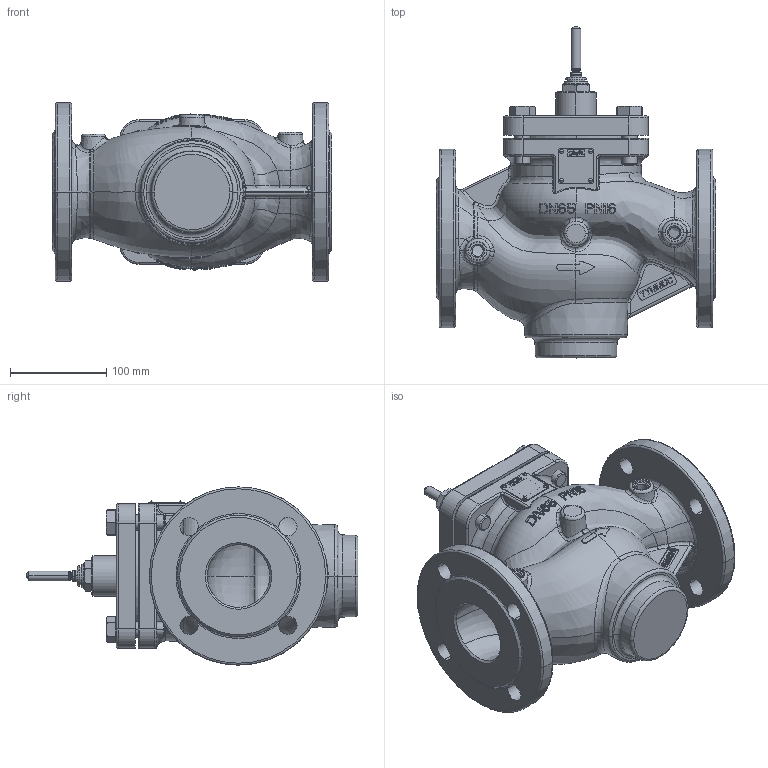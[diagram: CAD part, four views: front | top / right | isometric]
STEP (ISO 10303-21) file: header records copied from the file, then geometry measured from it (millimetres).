
FILE_DESCRIPTION((''),'2;1');
FILE_NAME('065B5500_VFG22_PN16_DN65_ASM_ASM','2018-02-16T',('U258099'),('Danfoss'),'CREO PARAMETRIC BY PTC INC, 2015480','CREO PARAMETRIC BY PTC INC, 2015480','');
FILE_SCHEMA(('CONFIG_CONTROL_DESIGN'));
Products named in the file (10): 88650000_VALVE_BODY_VFG_DN65_1; 88650700_VALVE_COVER_VFG_DN65_1; 88652420_CON_INSERT_DN65-125_1; 8865140_ASM_1_ASM; 88652190_VFG_STEM_DN65-80_1; 5184024_1; LABEL_PLATE_37X37_1; 5589607_1; 065B5500_VFG22_PN16_DN65_ASM_1_ASM; 065B5500_VFG22_PN16_DN65_ASM_ASM
Assembly tree (15 placements, depth 4):
  065B5500_VFG22_PN16_DN65_ASM_ASM
    065B5500_VFG22_PN16_DN65_ASM_1_ASM
      88650000_VALVE_BODY_VFG_DN65_1
      88650700_VALVE_COVER_VFG_DN65_1
      8865140_ASM_1_ASM
        88652420_CON_INSERT_DN65-125_1
      88652190_VFG_STEM_DN65-80_1
      5184024_1  x4
      LABEL_PLATE_37X37_1
      5589607_1  x4
Bounding box: 290 x 344.5 x 185 mm (x, y, z)
Surface area: 534004.4 mm2 (no closed solid volume)
Topology: 0 solids, 13 shells, 2301 faces, 6272 edges, 4080 vertices
Faces by surface type: plane 1465, cylinder 268, bspline 218, cone 147, torus 143, extrusion 45, sphere 10, revolution 5
Entity records: 97689 total; most frequent: CARTESIAN_POINT 44157, ORIENTED_EDGE 12116, DIRECTION 9537, EDGE_CURVE 6058, VERTEX_POINT 3969, VECTOR 3440, LINE 3395, AXIS2_PLACEMENT_3D 3046
